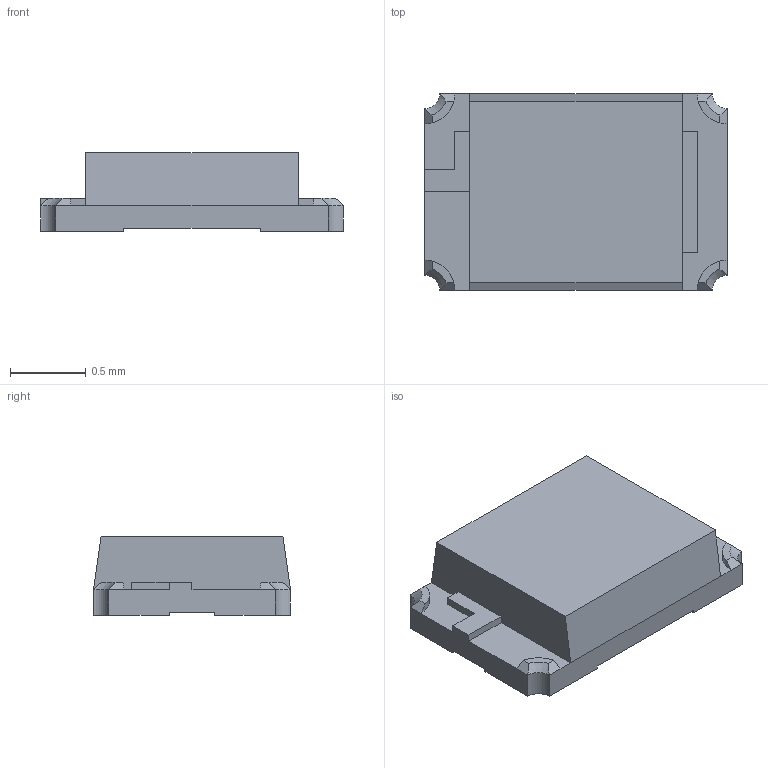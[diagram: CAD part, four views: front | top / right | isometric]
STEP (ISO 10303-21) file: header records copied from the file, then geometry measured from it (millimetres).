
FILE_DESCRIPTION(/* description */ ('STEP AP214'),/* implementation_level */ '2;1');
FILE_NAME(/* name */ '60552ac745d94f103d9a0571',/* time_stamp */ '2021-03-19T22:50:47+00:00',/* author */ (''),/* organization */ (''),/* preprocessor_version */ 'ST-DEVELOPER v18.1',/* originating_system */ ' ',/* authorisation */ ' ');
FILE_SCHEMA (('AUTOMOTIVE_DESIGN {1 0 10303 214 3 1 1}'));
Length unit declared in the file: metre
Products named in the file (1): Part 1
Bounding box: 2 x 1.3 x 0.52 mm (x, y, z)
Volume: 1 mm3; surface area: 8.1 mm2
Topology: 1 solids, 1 shells, 58 faces, 148 edges, 92 vertices
Faces by surface type: plane 46, cylinder 8, cone 4
Entity records: 2168 total; most frequent: CARTESIAN_POINT 323, ORIENTED_EDGE 296, DIRECTION 286, EDGE_CURVE 148, LINE 112, VECTOR 112, VERTEX_POINT 92, AXIS2_PLACEMENT_3D 87
